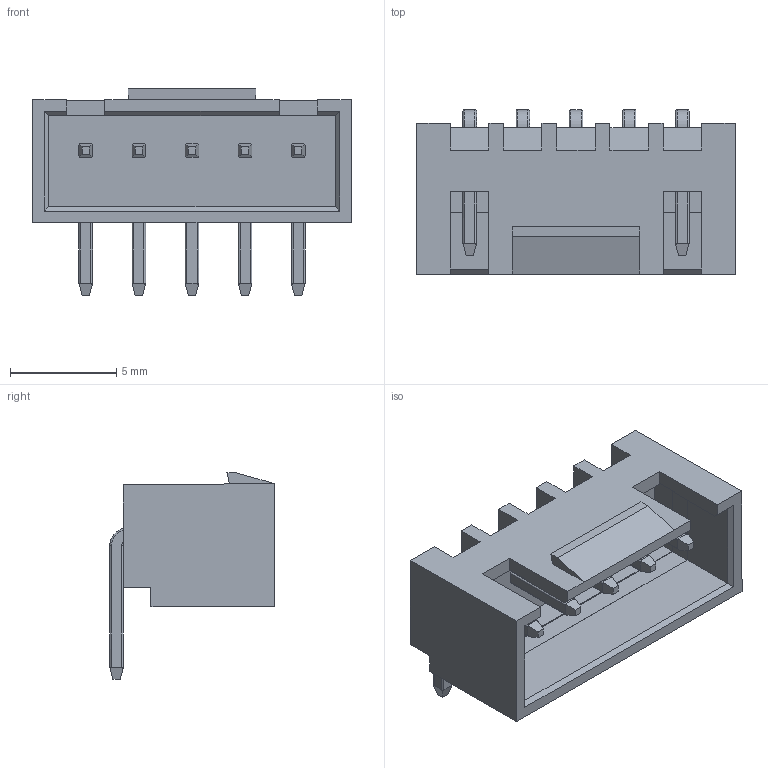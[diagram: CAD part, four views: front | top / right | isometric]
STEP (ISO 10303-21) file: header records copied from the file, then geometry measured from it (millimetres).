
FILE_DESCRIPTION (( 'STEP AP214' ), '1' );
FILE_NAME ('CONN-TH_WAFER-HA254Z-4A.STEP', '2025-01-03T09:24:36', ( '' ), ( '' ), 'SwSTEP 2.0', 'SolidWorks 2021', '' );
FILE_SCHEMA (( 'AUTOMOTIVE_DESIGN' ));
Length unit declared in the file: millimetre
Products named in the file (1): CONN-TH_WAFER-HA254Z-4A
Bounding box: 15 x 7.74 x 9.7 mm (x, y, z)
Volume: 290.7 mm3; surface area: 776.9 mm2
Topology: 1 solids, 1 shells, 463 faces, 1257 edges, 826 vertices
Faces by surface type: plane 295, bspline 98, cylinder 50, torus 20
Entity records: 20062 total; most frequent: CARTESIAN_POINT 4093, ORIENTED_EDGE 2514, DIRECTION 1809, EDGE_CURVE 1257, LINE 877, VECTOR 877, VERTEX_POINT 826, EDGE_LOOP 493
